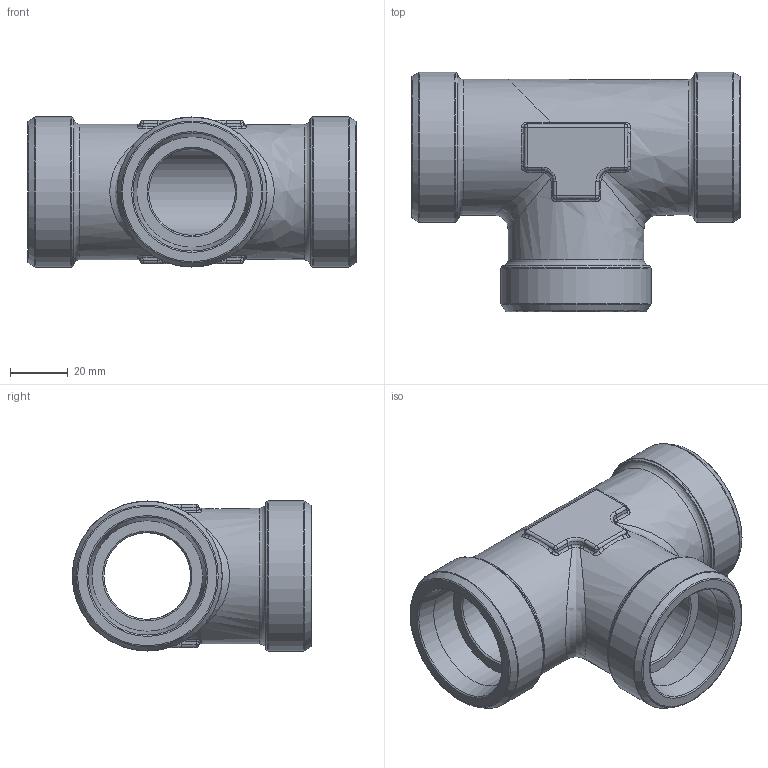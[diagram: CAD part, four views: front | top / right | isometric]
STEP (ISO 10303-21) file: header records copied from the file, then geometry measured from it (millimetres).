
FILE_DESCRIPTION(/* description */ (''),/* implementation_level */ '2;1');
FILE_NAME(/* name */ 'X-TV38.stp',/* time_stamp */ '2021-04-13T14:52:56+02:00',/* author */ (''),/* organization */ (''),/* preprocessor_version */ 'ST-DEVELOPER v16',/* originating_system */ 'SIEMENS PLM Software NX 10.0',/* authorisation */ '');
FILE_SCHEMA (('CONFIG_CONTROL_DESIGN'));
Length unit declared in the file: millimetre
Products named in the file (1): X-TV38
Bounding box: 114 x 83 x 52 mm (x, y, z)
Volume: 148131.1 mm3; surface area: 41140.3 mm2
Topology: 1 solids, 1 shells, 175 faces, 402 edges, 222 vertices
Faces by surface type: cylinder 53, bspline 52, plane 33, torus 13, sphere 12, cone 12
Full cylindrical faces by diameter (mm): 30 x2, 38.345 x3, 47 x1, 52 x3
Entity records: 7732 total; most frequent: CARTESIAN_POINT 4373, ORIENTED_EDGE 672, DIRECTION 632, EDGE_CURVE 336, AXIS2_PLACEMENT_3D 277, EDGE_LOOP 223, VERTEX_POINT 207, ADVANCED_FACE 175
